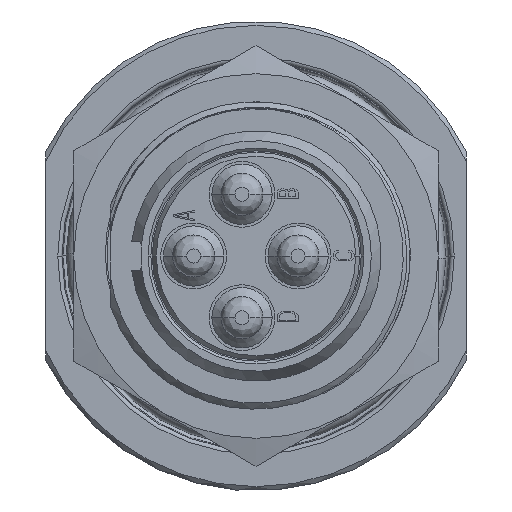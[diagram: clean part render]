
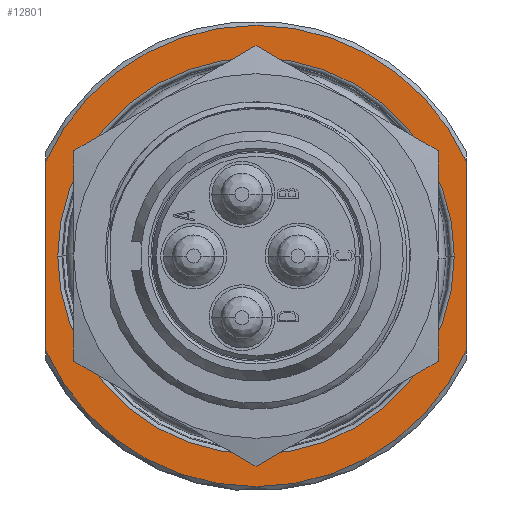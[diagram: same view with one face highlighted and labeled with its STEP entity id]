
A CAD part, left-side view. The second image highlights one B-rep face of the part: STEP entity #12801.
In plain terms, the highlighted planar face has unit normal (-1, 0, 0).
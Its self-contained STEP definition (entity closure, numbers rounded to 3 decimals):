
#272=DIRECTION('',(0.,0.,-1.));
#273=VECTOR('',#272,13.506);
#274=CARTESIAN_POINT('',(20.5,15.,6.753));
#275=LINE('1239',#274,#273);
#276=CARTESIAN_POINT('',(20.5,0.,0.));
#277=DIRECTION('',(1.,0.,0.));
#278=DIRECTION('',(0.,0.912,0.411));
#279=AXIS2_PLACEMENT_3D('',#276,#277,#278);
#281=DIRECTION('',(0.,0.,1.));
#282=VECTOR('',#281,13.506);
#283=CARTESIAN_POINT('',(20.5,-15.,-6.753));
#284=LINE('1240',#283,#282);
#285=CARTESIAN_POINT('',(20.5,0.,0.));
#286=DIRECTION('',(-1.,0.,0.));
#287=DIRECTION('',(0.,0.912,-0.411));
#288=AXIS2_PLACEMENT_3D('',#285,#286,#287);
#300=CARTESIAN_POINT('',(20.5,0.,0.));
#301=DIRECTION('',(1.,0.,0.));
#302=DIRECTION('',(0.,-1.,0.));
#303=AXIS2_PLACEMENT_3D('',#300,#301,#302);
#315=CARTESIAN_POINT('',(20.5,0.,0.));
#316=DIRECTION('',(1.,0.,0.));
#317=DIRECTION('',(0.,1.,0.));
#318=AXIS2_PLACEMENT_3D('',#315,#316,#317);
#10896=CARTESIAN_POINT('',(20.5,15.,6.753));
#10897=CARTESIAN_POINT('',(20.5,15.,-6.753));
#10898=VERTEX_POINT('',#10896);
#10899=VERTEX_POINT('',#10897);
#10900=CARTESIAN_POINT('',(20.5,-15.,-6.753));
#10901=CARTESIAN_POINT('',(20.5,-15.,6.753));
#10902=VERTEX_POINT('',#10900);
#10903=VERTEX_POINT('',#10901);
#10940=CARTESIAN_POINT('',(20.5,-14.139,0.));
#10941=CARTESIAN_POINT('',(20.5,14.139,0.));
#10942=VERTEX_POINT('',#10940);
#10943=VERTEX_POINT('',#10941);
#12783=CARTESIAN_POINT('',(20.5,0.,0.));
#12784=DIRECTION('',(1.,0.,0.));
#12785=DIRECTION('',(0.,-1.,0.));
#12786=AXIS2_PLACEMENT_3D('',#12783,#12784,#12785);
#12787=PLANE('249',#12786);
#12788=ORIENTED_EDGE('1239',*,*,#12696,.F.);
#12790=ORIENTED_EDGE('1254',*,*,#12789,.T.);
#12791=ORIENTED_EDGE('1240',*,*,#12733,.F.);
#12792=ORIENTED_EDGE('1258',*,*,#12776,.F.);
#12793=EDGE_LOOP('249',(#12788,#12790,#12791,#12792));
#12794=FACE_OUTER_BOUND('249',#12793,.F.);
#12796=ORIENTED_EDGE('1280',*,*,#12795,.F.);
#12798=ORIENTED_EDGE('1282',*,*,#12797,.F.);
#12799=EDGE_LOOP('249',(#12796,#12798));
#12800=FACE_BOUND('249',#12799,.F.);
#280=CIRCLE('1254',#279,16.45);
#289=CIRCLE('1258',#288,16.45);
#304=CIRCLE('1280',#303,14.139);
#319=CIRCLE('1282',#318,14.139);
#12696=EDGE_CURVE('1239',#10898,#10899,#275,.T.);
#12733=EDGE_CURVE('1240',#10902,#10903,#284,.T.);
#12776=EDGE_CURVE('1258',#10899,#10902,#289,.T.);
#12789=EDGE_CURVE('1254',#10898,#10903,#280,.T.);
#12795=EDGE_CURVE('1280',#10942,#10943,#304,.T.);
#12797=EDGE_CURVE('1282',#10943,#10942,#319,.T.);
#12801=ADVANCED_FACE('249',(#12794,#12800),#12787,.F.);
